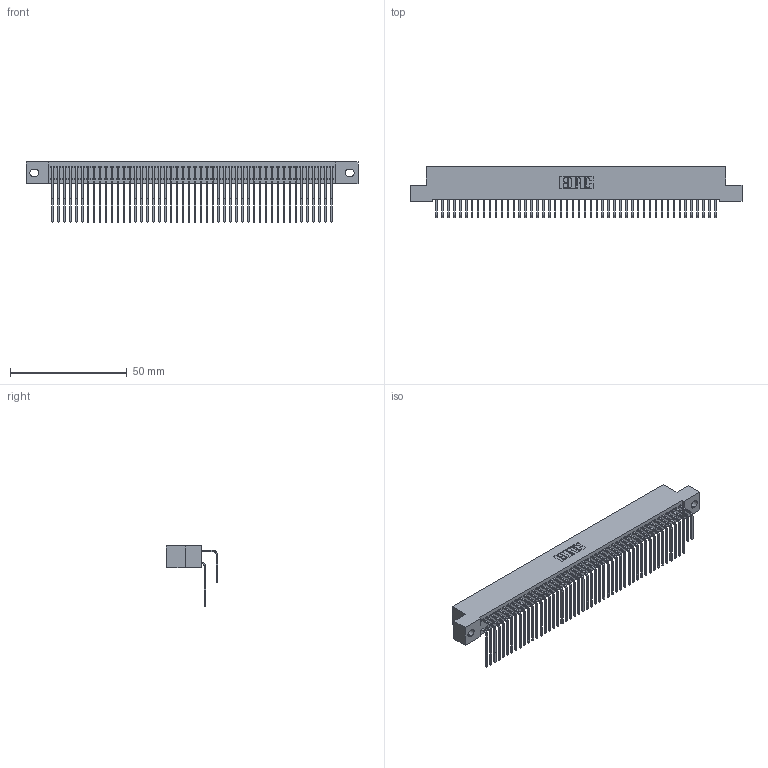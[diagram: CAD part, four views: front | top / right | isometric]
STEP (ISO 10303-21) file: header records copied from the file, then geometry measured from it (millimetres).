
FILE_DESCRIPTION (( 'STEP AP203' ), '1' );
FILE_NAME ('392-096-558-202.STEP', '2019-10-09T20:03:09', ( '' ), ( '' ), 'SwSTEP 2.0', 'SolidWorks 2016', '' );
FILE_SCHEMA (( 'CONFIG_CONTROL_DESIGN' ));
Length unit declared in the file: inch
Products named in the file (4): 342 Part_.128 Slot; 345-292-001_558 559 Tail - 1; 345-292-001_558 Tail - 2; 392-096-558-202
Assembly tree (97 placements, depth 2):
  392-096-558-202
    342 Part_.128 Slot
    345-292-001_558 559 Tail - 1  x48
    345-292-001_558 Tail - 2  x48
Bounding box: 142.24 x 21.91 x 25.78 mm (x, y, z)
Volume: 13310.3 mm3; surface area: 24078.4 mm2
Topology: 97 solids, 97 shells, 5298 faces, 15767 edges, 10382 vertices
Faces by surface type: plane 3718, cylinder 1580
Entity records: 31891 total; most frequent: CARTESIAN_POINT 5329, ORIENTED_EDGE 5214, DIRECTION 4523, EDGE_CURVE 2607, LINE 2439, VECTOR 2439, VERTEX_POINT 1734, AXIS2_PLACEMENT_3D 1042
